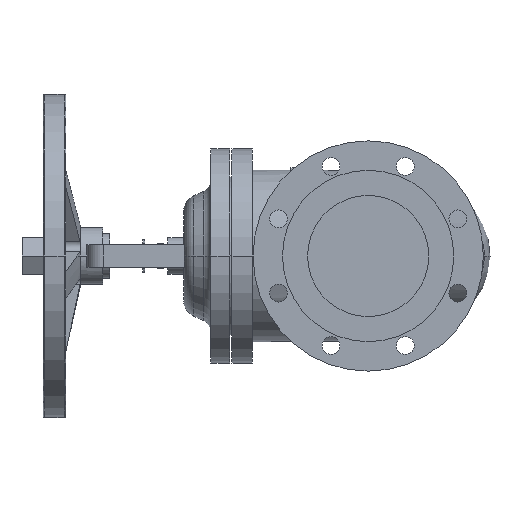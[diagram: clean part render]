
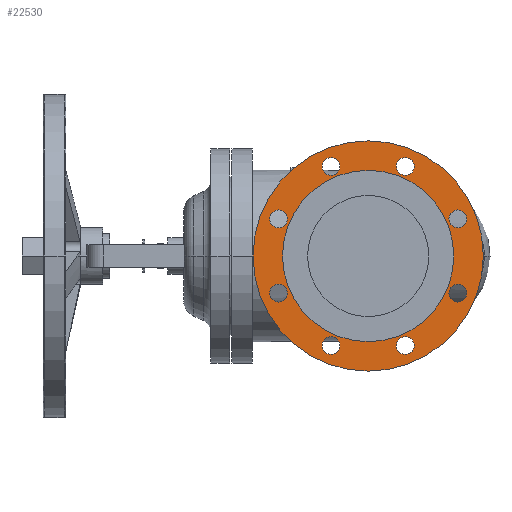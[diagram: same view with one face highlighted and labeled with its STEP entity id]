
A CAD part, left-side view. The second image highlights one B-rep face of the part: STEP entity #22530.
In plain terms, the highlighted planar face has unit normal (-1, 0, 0).
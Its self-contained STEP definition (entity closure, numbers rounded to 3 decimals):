
#10910=CARTESIAN_POINT('',(4.9,0.,-142.5));
#10920=VERTEX_POINT('',#10910);
#11080=CARTESIAN_POINT('',(4.9,0.,142.5)
);
#11090=VERTEX_POINT('',#11080);
#11120=CARTESIAN_POINT('',(4.9,0.,0.));
#11130=DIRECTION('',(1.,0.,0.));
#11140=DIRECTION('',(0.,0.,-1.));
#11150=AXIS2_PLACEMENT_3D('',#11120,#11130,#11140);
#11160=CIRCLE('',#11150,142.5);
#11170=EDGE_CURVE('',#10920,#11090,#11160,.T.);
#11400=CARTESIAN_POINT('',(4.9,45.922,
-99.866));
#11410=VERTEX_POINT('',#11400);
#11570=CARTESIAN_POINT('',(4.9,45.922,
-121.866));
#11580=VERTEX_POINT('',#11570);
#11610=CARTESIAN_POINT('',(4.9,45.922,
-110.866));
#11620=DIRECTION('',(-1.,0.,0.));
#11630=DIRECTION('',(0.,0.,-1.));
#11640=AXIS2_PLACEMENT_3D('',#11610,#11620,#11630);
#11650=CIRCLE('',#11640,11.);
#11660=EDGE_CURVE('',#11410,#11580,#11650,.T.);
#11890=CARTESIAN_POINT('',(4.9,-45.922,
-99.866));
#11900=VERTEX_POINT('',#11890);
#11930=CARTESIAN_POINT('',(4.9,-45.922,
-110.866));
#11940=DIRECTION('',(-1.,0.,0.));
#11950=DIRECTION('',(0.,0.,-1.));
#11960=AXIS2_PLACEMENT_3D('',#11930,#11940,#11950);
#11970=CIRCLE('',#11960,11.);
#11980=CARTESIAN_POINT('',(4.9,-45.922,
-121.866));
#11990=VERTEX_POINT('',#11980);
#12000=EDGE_CURVE('',#11990,#11900,#11970,.T.);
#12380=CARTESIAN_POINT('',(4.9,110.866,
-34.922));
#12390=VERTEX_POINT('',#12380);
#12550=CARTESIAN_POINT('',(4.9,110.866,
-56.922));
#12560=VERTEX_POINT('',#12550);
#12590=CARTESIAN_POINT('',(4.9,110.866,
-45.922));
#12600=DIRECTION('',(-1.,0.,0.));
#12610=DIRECTION('',(0.,0.,-1.));
#12620=AXIS2_PLACEMENT_3D('',#12590,#12600,#12610);
#12630=CIRCLE('',#12620,11.);
#12640=EDGE_CURVE('',#12390,#12560,#12630,.T.);
#12870=CARTESIAN_POINT('',(4.9,-110.866,
-56.922));
#12880=VERTEX_POINT('',#12870);
#12910=CARTESIAN_POINT('',(4.9,-110.866,
-45.922));
#12920=DIRECTION('',(-1.,0.,0.));
#12930=DIRECTION('',(0.,0.,-1.));
#12940=AXIS2_PLACEMENT_3D('',#12910,#12920,#12930);
#12950=CIRCLE('',#12940,11.);
#12960=CARTESIAN_POINT('',(4.9,-110.866,
-34.922));
#12970=VERTEX_POINT('',#12960);
#12980=EDGE_CURVE('',#12970,#12880,#12950,.T.);
#13360=CARTESIAN_POINT('',(4.9,110.866,
56.922));
#13370=VERTEX_POINT('',#13360);
#13530=CARTESIAN_POINT('',(4.9,110.866,
34.922));
#13540=VERTEX_POINT('',#13530);
#13570=CARTESIAN_POINT('',(4.9,110.866,
45.922));
#13580=DIRECTION('',(-1.,0.,0.));
#13590=DIRECTION('',(0.,0.,-1.));
#13600=AXIS2_PLACEMENT_3D('',#13570,#13580,#13590);
#13610=CIRCLE('',#13600,11.);
#13620=EDGE_CURVE('',#13370,#13540,#13610,.T.);
#13850=CARTESIAN_POINT('',(4.9,-110.866,
34.922));
#13860=VERTEX_POINT('',#13850);
#13890=CARTESIAN_POINT('',(4.9,-110.866,
45.922));
#13900=DIRECTION('',(-1.,0.,0.));
#13910=DIRECTION('',(0.,0.,-1.));
#13920=AXIS2_PLACEMENT_3D('',#13890,#13900,#13910);
#13930=CIRCLE('',#13920,11.);
#13940=CARTESIAN_POINT('',(4.9,-110.866,
56.922));
#13950=VERTEX_POINT('',#13940);
#13960=EDGE_CURVE('',#13950,#13860,#13930,.T.);
#14340=CARTESIAN_POINT('',(4.9,45.922,
121.866));
#14350=VERTEX_POINT('',#14340);
#14380=CARTESIAN_POINT('',(4.9,45.922,
110.866));
#14390=DIRECTION('',(-1.,0.,0.));
#14400=DIRECTION('',(0.,0.,-1.));
#14410=AXIS2_PLACEMENT_3D('',#14380,#14390,#14400);
#14420=CIRCLE('',#14410,11.);
#14430=CARTESIAN_POINT('',(4.9,45.922,
99.866));
#14440=VERTEX_POINT('',#14430);
#14450=EDGE_CURVE('',#14440,#14350,#14420,.T.);
#14830=CARTESIAN_POINT('',(4.9,-45.922,
121.866));
#14840=VERTEX_POINT('',#14830);
#14870=CARTESIAN_POINT('',(4.9,-45.922,
110.866));
#14880=DIRECTION('',(-1.,0.,0.));
#14890=DIRECTION('',(0.,0.,-1.));
#14900=AXIS2_PLACEMENT_3D('',#14870,#14880,#14890);
#14910=CIRCLE('',#14900,11.);
#14920=CARTESIAN_POINT('',(4.9,-45.922,
99.866));
#14930=VERTEX_POINT('',#14920);
#14940=EDGE_CURVE('',#14930,#14840,#14910,.T.);
#15320=CARTESIAN_POINT('',(4.9,-106.,0.))
;
#15330=VERTEX_POINT('',#15320);
#15360=CARTESIAN_POINT('',(4.9,0.,0.));
#15370=DIRECTION('',(-1.,0.,0.));
#15380=DIRECTION('',(0.,1.,0.));
#15390=AXIS2_PLACEMENT_3D('',#15360,#15370,#15380);
#15400=CIRCLE('',#15390,106.);
#15410=CARTESIAN_POINT('',(4.9,106.,0.))
;
#15420=VERTEX_POINT('',#15410);
#15430=EDGE_CURVE('',#15420,#15330,#15400,.T.);
#21980=CARTESIAN_POINT('',(4.9,124.25,0.
));
#21990=DIRECTION('',(1.,0.,0.));
#22000=DIRECTION('',(0.,-1.,0.));
#22010=AXIS2_PLACEMENT_3D('',#21980,#21990,#22000);
#22020=PLANE('',#22010);
#22030=ORIENTED_EDGE('',*,*,#15430,.F.);
#22040=EDGE_CURVE('',#15330,#15420,#15400,.T.);
#22050=ORIENTED_EDGE('',*,*,#22040,.F.);
#22060=EDGE_LOOP('',(#22050,#22030));
#22070=FACE_BOUND('',#22060,.T.);
#22080=EDGE_CURVE('',#11090,#10920,#11160,.T.);
#22090=ORIENTED_EDGE('',*,*,#22080,.F.);
#22100=ORIENTED_EDGE('',*,*,#11170,.F.);
#22110=EDGE_LOOP('',(#22100,#22090));
#22120=FACE_OUTER_BOUND('',#22110,.T.);
#22130=EDGE_CURVE('',#11580,#11410,#11650,.T.);
#22140=ORIENTED_EDGE('',*,*,#22130,.F.);
#22150=ORIENTED_EDGE('',*,*,#11660,.F.);
#22160=EDGE_LOOP('',(#22150,#22140));
#22170=FACE_BOUND('',#22160,.T.);
#22180=EDGE_CURVE('',#11900,#11990,#11970,.T.);
#22190=ORIENTED_EDGE('',*,*,#22180,.F.);
#22200=ORIENTED_EDGE('',*,*,#12000,.F.);
#22210=EDGE_LOOP('',(#22200,#22190));
#22220=FACE_BOUND('',#22210,.T.);
#22230=EDGE_CURVE('',#12560,#12390,#12630,.T.);
#22240=ORIENTED_EDGE('',*,*,#22230,.F.);
#22250=ORIENTED_EDGE('',*,*,#12640,.F.);
#22260=EDGE_LOOP('',(#22250,#22240));
#22270=FACE_BOUND('',#22260,.T.);
#22280=EDGE_CURVE('',#12880,#12970,#12950,.T.);
#22290=ORIENTED_EDGE('',*,*,#22280,.F.);
#22300=ORIENTED_EDGE('',*,*,#12980,.F.);
#22310=EDGE_LOOP('',(#22300,#22290));
#22320=FACE_BOUND('',#22310,.T.);
#22330=EDGE_CURVE('',#13540,#13370,#13610,.T.);
#22340=ORIENTED_EDGE('',*,*,#22330,.F.);
#22350=ORIENTED_EDGE('',*,*,#13620,.F.);
#22360=EDGE_LOOP('',(#22350,#22340));
#22370=FACE_BOUND('',#22360,.T.);
#22380=EDGE_CURVE('',#13860,#13950,#13930,.T.);
#22390=ORIENTED_EDGE('',*,*,#22380,.F.);
#22400=ORIENTED_EDGE('',*,*,#13960,.F.);
#22410=EDGE_LOOP('',(#22400,#22390));
#22420=FACE_BOUND('',#22410,.T.);
#22430=ORIENTED_EDGE('',*,*,#14450,.F.);
#22440=EDGE_CURVE('',#14350,#14440,#14420,.T.);
#22450=ORIENTED_EDGE('',*,*,#22440,.F.);
#22460=EDGE_LOOP('',(#22450,#22430));
#22470=FACE_BOUND('',#22460,.T.);
#22480=ORIENTED_EDGE('',*,*,#14940,.F.);
#22490=EDGE_CURVE('',#14840,#14930,#14910,.T.);
#22500=ORIENTED_EDGE('',*,*,#22490,.F.);
#22510=EDGE_LOOP('',(#22500,#22480));
#22520=FACE_BOUND('',#22510,.T.);
#22530=ADVANCED_FACE('',(#22070,#22120,#22170,#22220,#22270,#22320,
#22370,#22420,#22470,#22520),#22020,.F.);
